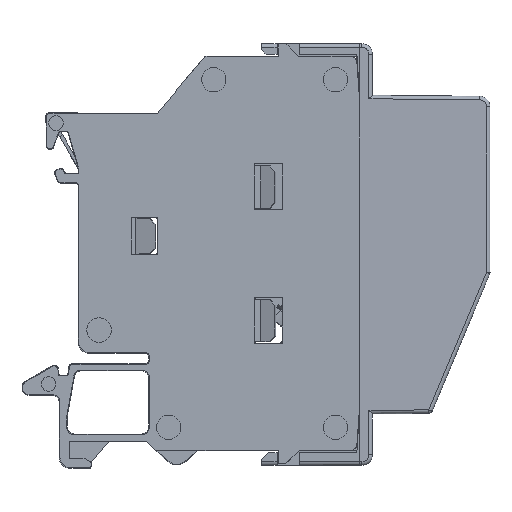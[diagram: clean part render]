
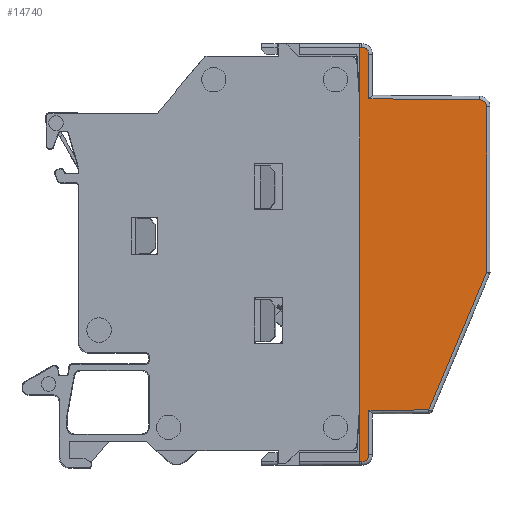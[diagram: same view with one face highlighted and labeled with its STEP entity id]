
A CAD part, left-side view. The second image highlights one B-rep face of the part: STEP entity #14740.
In plain terms, the highlighted face is planar.
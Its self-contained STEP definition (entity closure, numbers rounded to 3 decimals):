
#13146=PLANE('',#44761);
#14740=ADVANCED_FACE('NONE',(#16654),#13146,.T.);
#16654=FACE_OUTER_BOUND('',#18293,.T.);
#18293=EDGE_LOOP('',(#26670,#26671,#26672,#26673,#26674,#26675,#26676,#26677,
#26678,#26679,#26680,#26681,#26682,#26683,#26684,#26685));
#18625=(
BOUNDED_CURVE()
B_SPLINE_CURVE(3,(#60344,#60345,#60346,#60347),.UNSPECIFIED.,.F.,.F.)
B_SPLINE_CURVE_WITH_KNOTS((4,4),(0.,1.),.UNSPECIFIED.)
CURVE()
GEOMETRIC_REPRESENTATION_ITEM()
RATIONAL_B_SPLINE_CURVE((1.,0.805,0.805,1.))
REPRESENTATION_ITEM('')
);
#18630=(
BOUNDED_CURVE()
B_SPLINE_CURVE(3,(#60450,#60451,#60452,#60453),.UNSPECIFIED.,.F.,.F.)
B_SPLINE_CURVE_WITH_KNOTS((4,4),(0.,1.),.UNSPECIFIED.)
CURVE()
GEOMETRIC_REPRESENTATION_ITEM()
RATIONAL_B_SPLINE_CURVE((1.,0.807,0.807,1.))
REPRESENTATION_ITEM('')
);
#18638=(
BOUNDED_CURVE()
B_SPLINE_CURVE(3,(#60562,#60563,#60564,#60565),.UNSPECIFIED.,.F.,.F.)
B_SPLINE_CURVE_WITH_KNOTS((4,4),(0.,1.),.UNSPECIFIED.)
CURVE()
GEOMETRIC_REPRESENTATION_ITEM()
RATIONAL_B_SPLINE_CURVE((1.,0.805,0.805,1.))
REPRESENTATION_ITEM('')
);
#26670=ORIENTED_EDGE('',*,*,#33474,.T.);
#26671=ORIENTED_EDGE('',*,*,#33480,.T.);
#26672=ORIENTED_EDGE('',*,*,#35265,.T.);
#26673=ORIENTED_EDGE('',*,*,#33523,.F.);
#26674=ORIENTED_EDGE('',*,*,#35266,.T.);
#26675=ORIENTED_EDGE('',*,*,#33927,.T.);
#26676=ORIENTED_EDGE('',*,*,#35267,.T.);
#26677=ORIENTED_EDGE('',*,*,#33399,.T.);
#26678=ORIENTED_EDGE('',*,*,#33406,.T.);
#26679=ORIENTED_EDGE('',*,*,#33409,.T.);
#26680=ORIENTED_EDGE('',*,*,#33412,.T.);
#26681=ORIENTED_EDGE('',*,*,#33421,.T.);
#26682=ORIENTED_EDGE('',*,*,#33438,.T.);
#26683=ORIENTED_EDGE('',*,*,#33445,.T.);
#26684=ORIENTED_EDGE('',*,*,#33454,.T.);
#26685=ORIENTED_EDGE('',*,*,#33464,.T.);
#29555=VERTEX_POINT('',#60322);
#29556=VERTEX_POINT('',#60324);
#29561=VERTEX_POINT('',#60343);
#29563=VERTEX_POINT('',#60360);
#29565=VERTEX_POINT('',#60366);
#29571=VERTEX_POINT('',#60387);
#29581=VERTEX_POINT('',#60429);
#29585=VERTEX_POINT('',#60449);
#29591=VERTEX_POINT('',#60492);
#29598=VERTEX_POINT('',#60532);
#29605=VERTEX_POINT('',#60561);
#29609=VERTEX_POINT('',#60587);
#29641=VERTEX_POINT('',#60679);
#29644=VERTEX_POINT('',#60688);
#29926=VERTEX_POINT('',#61789);
#29933=VERTEX_POINT('',#61811);
#33399=EDGE_CURVE('NONE',#29556,#29555,#37503,.T.);
#33406=EDGE_CURVE('NONE',#29555,#29561,#18625,.T.);
#33409=EDGE_CURVE('NONE',#29561,#29563,#37507,.T.);
#33412=EDGE_CURVE('NONE',#29563,#29565,#37509,.T.);
#33421=EDGE_CURVE('NONE',#29565,#29571,#37513,.T.);
#33438=EDGE_CURVE('NONE',#29571,#29581,#37521,.T.);
#33445=EDGE_CURVE('NONE',#29581,#29585,#18630,.T.);
#33454=EDGE_CURVE('NONE',#29585,#29591,#37527,.T.);
#33464=EDGE_CURVE('NONE',#29591,#29598,#37531,.T.);
#33474=EDGE_CURVE('NONE',#29598,#29605,#18638,.T.);
#33480=EDGE_CURVE('NONE',#29605,#29609,#37539,.T.);
#33523=EDGE_CURVE('NONE',#29644,#29641,#37574,.T.);
#33927=EDGE_CURVE('NONE',#29926,#29933,#37905,.T.);
#35265=EDGE_CURVE('NONE',#29609,#29641,#39060,.T.);
#35266=EDGE_CURVE('NONE',#29644,#29926,#39061,.T.);
#35267=EDGE_CURVE('NONE',#29933,#29556,#39062,.T.);
#37503=LINE('',#60323,#41286);
#37507=LINE('',#60361,#41290);
#37509=LINE('',#60367,#41292);
#37513=LINE('',#60388,#41296);
#37521=LINE('',#60430,#41304);
#37527=LINE('',#60493,#41310);
#37531=LINE('',#60533,#41314);
#37539=LINE('',#60588,#41322);
#37574=LINE('',#60689,#41357);
#37905=LINE('',#61810,#41696);
#39060=LINE('',#64789,#42851);
#39061=LINE('',#64790,#42852);
#39062=LINE('',#64791,#42853);
#41286=VECTOR('',#49112,1.);
#41290=VECTOR('',#49124,1.);
#41292=VECTOR('',#49130,1.);
#41296=VECTOR('',#49148,1.);
#41304=VECTOR('',#49180,1.);
#41310=VECTOR('',#49200,1.);
#41314=VECTOR('',#49210,1.);
#41322=VECTOR('',#49230,1.);
#41357=VECTOR('',#49291,1.);
#41696=VECTOR('',#49932,1.);
#42851=VECTOR('',#52041,1.);
#42852=VECTOR('',#52042,1.);
#42853=VECTOR('',#52043,1.);
#44761=AXIS2_PLACEMENT_3D('',#64792,#52044,#52045);
#49112=DIRECTION('',(0.009,0.,1.));
#49124=DIRECTION('',(0.,1.,0.));
#49130=DIRECTION('',(0.009,0.009,1.));
#49148=DIRECTION('',(0.003,0.922,0.387));
#49180=DIRECTION('',(0.,1.,0.));
#49200=DIRECTION('',(-0.009,0.009,-1.));
#49210=DIRECTION('',(0.,1.,0.));
#49230=DIRECTION('',(-0.009,0.,-1.));
#49291=DIRECTION('',(0.,1.,0.));
#49932=DIRECTION('',(0.,-1.,0.));
#52041=DIRECTION('',(0.,-1.,0.));
#52042=DIRECTION('',(0.,-1.,0.));
#52043=DIRECTION('',(0.,-1.,0.));
#52044=DIRECTION('',(-1.,0.,0.009));
#52045=DIRECTION('',(0.009,0.,1.));
#60322=CARTESIAN_POINT('',(-8.847,-29.254,44.49));
#60323=CARTESIAN_POINT('',(-8.85,-29.254,44.187));
#60324=CARTESIAN_POINT('',(-8.85,-29.254,44.186));
#60343=CARTESIAN_POINT('',(-8.839,-28.254,45.49));
#60344=CARTESIAN_POINT('',(-8.847,-29.254,44.49));
#60345=CARTESIAN_POINT('',(-8.842,-29.254,45.076));
#60346=CARTESIAN_POINT('',(-8.839,-28.839,45.49));
#60347=CARTESIAN_POINT('',(-8.839,-28.254,45.49));
#60360=CARTESIAN_POINT('',(-8.839,-21.942,45.49));
#60361=CARTESIAN_POINT('',(-8.839,21.198,45.49));
#60366=CARTESIAN_POINT('',(-8.764,-21.868,53.994));
#60367=CARTESIAN_POINT('',(-8.847,-21.95,44.562));
#60387=CARTESIAN_POINT('',(-8.693,-2.353,62.19));
#60388=CARTESIAN_POINT('',(-8.643,11.238,67.898));
#60429=CARTESIAN_POINT('',(-8.693,21.198,62.19));
#60430=CARTESIAN_POINT('',(-8.693,21.198,62.19));
#60449=CARTESIAN_POINT('',(-8.702,22.198,61.199));
#60450=CARTESIAN_POINT('',(-8.693,21.198,62.19));
#60451=CARTESIAN_POINT('',(-8.693,21.78,62.19));
#60452=CARTESIAN_POINT('',(-8.696,22.193,61.78));
#60453=CARTESIAN_POINT('',(-8.702,22.198,61.199));
#60492=CARTESIAN_POINT('',(-8.839,22.335,45.49));
#60493=CARTESIAN_POINT('',(-8.85,22.346,44.196));
#60532=CARTESIAN_POINT('',(-8.839,28.646,45.49));
#60533=CARTESIAN_POINT('',(-8.839,21.198,45.49));
#60561=CARTESIAN_POINT('',(-8.847,29.646,44.49));
#60562=CARTESIAN_POINT('',(-8.839,28.646,45.49));
#60563=CARTESIAN_POINT('',(-8.839,29.232,45.49));
#60564=CARTESIAN_POINT('',(-8.842,29.646,45.076));
#60565=CARTESIAN_POINT('',(-8.847,29.646,44.49));
#60587=CARTESIAN_POINT('',(-8.85,29.646,44.186));
#60588=CARTESIAN_POINT('',(-8.85,29.646,44.186));
#60679=CARTESIAN_POINT('',(-8.85,21.901,44.186));
#60688=CARTESIAN_POINT('',(-8.85,21.596,44.186));
#60689=CARTESIAN_POINT('',(-8.85,-29.754,44.186));
#61789=CARTESIAN_POINT('',(-8.85,-20.904,44.186));
#61810=CARTESIAN_POINT('',(-8.85,-20.904,44.186));
#61811=CARTESIAN_POINT('',(-8.85,-21.054,44.186));
#64789=CARTESIAN_POINT('',(-8.85,21.198,44.186));
#64790=CARTESIAN_POINT('',(-8.85,21.198,44.186));
#64791=CARTESIAN_POINT('',(-8.85,21.198,44.186));
#64792=CARTESIAN_POINT('',(-8.85,21.198,44.186));
